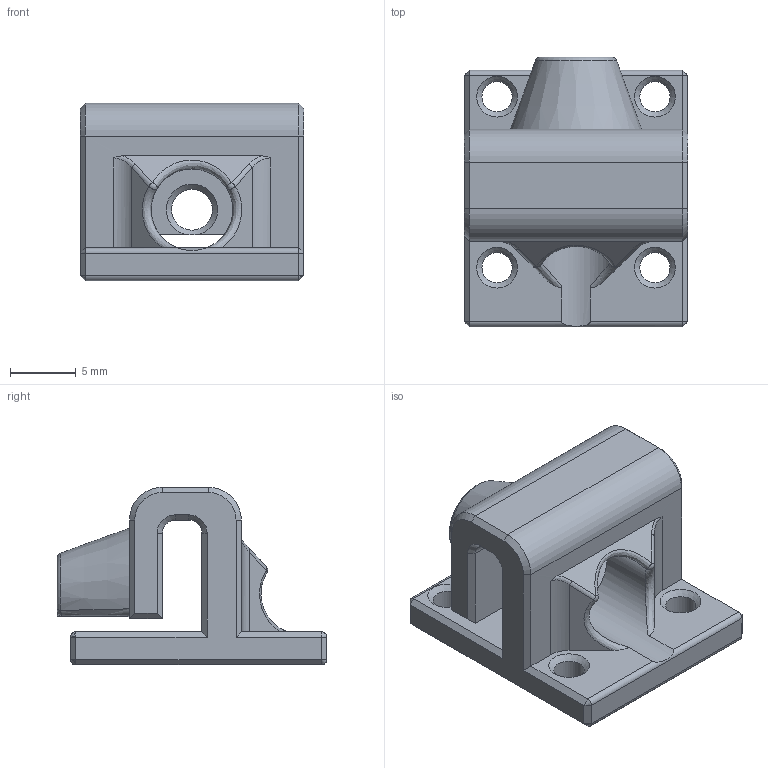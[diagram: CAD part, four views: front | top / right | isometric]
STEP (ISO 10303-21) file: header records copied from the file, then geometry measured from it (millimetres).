
FILE_DESCRIPTION(/* description */ (''),/* implementation_level */ '2;1');
FILE_NAME(/* name */ 'Z_Joint_Flexure_Style.step',/* time_stamp */ '2021-11-11T22:08:58-08:00',/* author */ (''),/* organization */ (''),/* preprocessor_version */ 'ST-DEVELOPER v18.1',/* originating_system */ 'Autodesk Translation Framework v10.10.0.1391',/* authorisation */ '');
FILE_SCHEMA (('AUTOMOTIVE_DESIGN { 1 0 10303 214 3 1 1 }'));
Length unit declared in the file: millimetre
Products named in the file (1): z_joint_carriage_attachment_flexure_style
Bounding box: 17 x 20.5 x 13.5 mm (x, y, z)
Volume: 1942.4 mm3; surface area: 1889.7 mm2
Topology: 1 solids, 1 shells, 106 faces, 259 edges, 144 vertices
Faces by surface type: plane 45, cone 27, cylinder 20, bspline 11, sphere 2, torus 1
Full cylindrical faces by diameter (mm): 2.3 x4, 3.1 x1, 6.2 x1
Entity records: 3536 total; most frequent: CARTESIAN_POINT 1082, DIRECTION 503, ORIENTED_EDGE 502, EDGE_CURVE 251, AXIS2_PLACEMENT_3D 177, LINE 149, VECTOR 149, VERTEX_POINT 144
